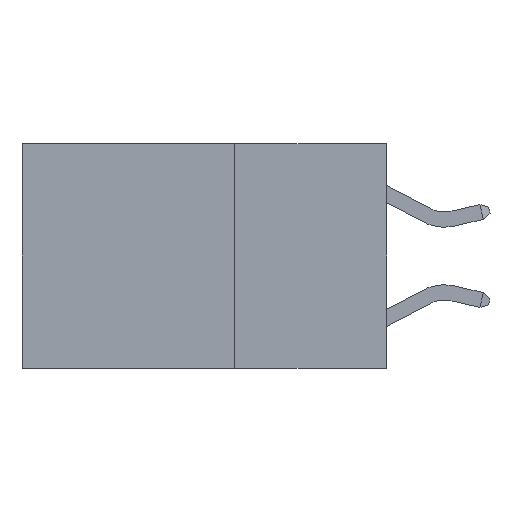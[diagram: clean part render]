
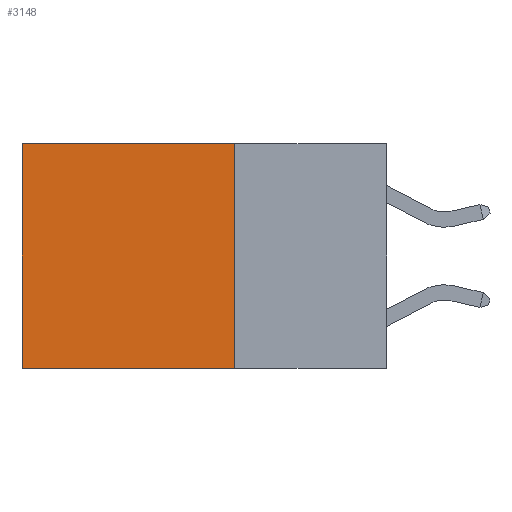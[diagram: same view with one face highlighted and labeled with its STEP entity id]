
A CAD part, left-side view. The second image highlights one B-rep face of the part: STEP entity #3148.
In plain terms, the highlighted planar face has unit normal (-1, 0, 0).
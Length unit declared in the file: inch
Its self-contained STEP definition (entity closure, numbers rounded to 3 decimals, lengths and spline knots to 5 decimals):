
#48 = EDGE_CURVE ( 'NONE', #1945, #2952, #9815, .T. ) ;
#194 = EDGE_CURVE ( 'NONE', #2952, #680, #2592, .T. ) ;
#306 = DIRECTION ( 'NONE',  ( 1., 0., 0. ) ) ;
#680 = VERTEX_POINT ( 'NONE', #2797 ) ;
#1063 = ORIENTED_EDGE ( 'NONE', *, *, #1363, .T. ) ;
#1235 = ORIENTED_EDGE ( 'NONE', *, *, #194, .F. ) ;
#1262 = ORIENTED_EDGE ( 'NONE', *, *, #48, .F. ) ;
#1276 = DIRECTION ( 'NONE',  ( 0., 1., 0. ) ) ;
#1285 = ORIENTED_EDGE ( 'NONE', *, *, #3887, .T. ) ;
#1293 = CARTESIAN_POINT ( 'NONE',  ( 0.2625, 0.25, -0.37 ) ) ;
#1356 = VECTOR ( 'NONE', #9825, 39.37008 ) ;
#1363 = EDGE_CURVE ( 'NONE', #5034, #680, #5693, .T. ) ;
#1945 = VERTEX_POINT ( 'NONE', #4437 ) ;
#1982 = CARTESIAN_POINT ( 'NONE',  ( 0.2625, 0.6, 0. ) ) ;
#2331 = VECTOR ( 'NONE', #1276, 39.37008 ) ;
#2346 = LINE ( 'NONE', #4974, #8803 ) ;
#2426 = CARTESIAN_POINT ( 'NONE',  ( 0.2625, 0.25, 0. ) ) ;
#2592 = LINE ( 'NONE', #1293, #2331 ) ;
#2797 = CARTESIAN_POINT ( 'NONE',  ( 0.2625, 0.6, -0.37 ) ) ;
#2952 = VERTEX_POINT ( 'NONE', #5951 ) ;
#3148 = ADVANCED_FACE ( 'NONE', ( #9600 ), #8639, .F. ) ;
#3887 = EDGE_CURVE ( 'NONE', #1945, #5034, #2346, .T. ) ;
#4437 = CARTESIAN_POINT ( 'NONE',  ( 0.2625, 0.25, 0. ) ) ;
#4974 = CARTESIAN_POINT ( 'NONE',  ( 0.2625, 0.25, 0. ) ) ;
#5034 = VERTEX_POINT ( 'NONE', #1982 ) ;
#5693 = LINE ( 'NONE', #8838, #1356 ) ;
#5951 = CARTESIAN_POINT ( 'NONE',  ( 0.2625, 0.25, -0.37 ) ) ;
#6104 = AXIS2_PLACEMENT_3D ( 'NONE', #7861, #306, #9369 ) ;
#7078 = EDGE_LOOP ( 'NONE', ( #1063, #1235, #1262, #1285 ) ) ;
#7298 = VECTOR ( 'NONE', #9464, 39.37008 ) ;
#7363 = DIRECTION ( 'NONE',  ( 0., 1., 0. ) ) ;
#7861 = CARTESIAN_POINT ( 'NONE',  ( 0.2625, 0.25, 0. ) ) ;
#8639 = PLANE ( 'NONE',  #6104 ) ;
#8803 = VECTOR ( 'NONE', #7363, 39.37008 ) ;
#8838 = CARTESIAN_POINT ( 'NONE',  ( 0.2625, 0.6, 0. ) ) ;
#9369 = DIRECTION ( 'NONE',  ( 0., 0., -1. ) ) ;
#9464 = DIRECTION ( 'NONE',  ( 0., 0., -1. ) ) ;
#9600 = FACE_OUTER_BOUND ( 'NONE', #7078, .T. ) ;
#9815 = LINE ( 'NONE', #2426, #7298 ) ;
#9825 = DIRECTION ( 'NONE',  ( 0., 0., -1. ) ) ;
